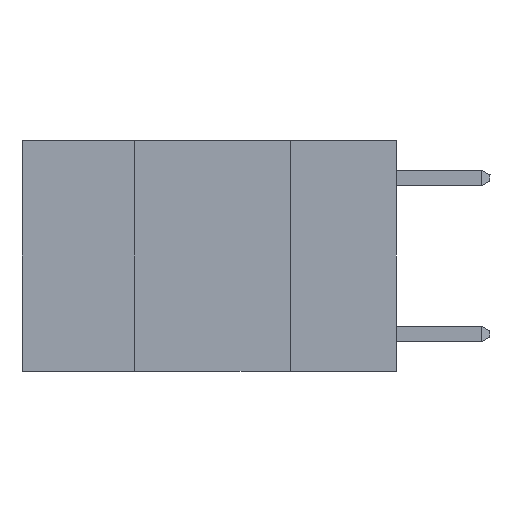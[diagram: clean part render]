
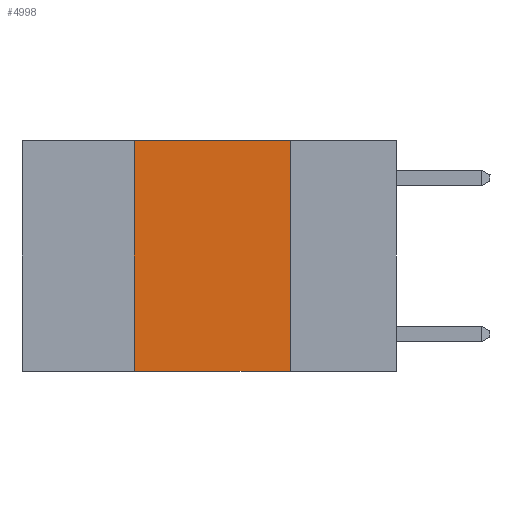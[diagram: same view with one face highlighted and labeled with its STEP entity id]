
A CAD part, left-side view. The second image highlights one B-rep face of the part: STEP entity #4998.
In plain terms, the highlighted planar face has unit normal (-1, 0, 0).
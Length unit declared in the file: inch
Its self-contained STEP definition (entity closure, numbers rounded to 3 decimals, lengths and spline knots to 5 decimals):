
#19 = CARTESIAN_POINT ( 'NONE',  ( 0., 0.17, 0. ) ) ;
#167 = CARTESIAN_POINT ( 'NONE',  ( 0., 0.6, 0. ) ) ;
#720 = LINE ( 'NONE', #19, #8807 ) ;
#804 = CARTESIAN_POINT ( 'NONE',  ( 0., 0.6, -0.37 ) ) ;
#821 = LINE ( 'NONE', #5968, #5983 ) ;
#1963 = VERTEX_POINT ( 'NONE', #3333 ) ;
#3114 = VERTEX_POINT ( 'NONE', #5083 ) ;
#3333 = CARTESIAN_POINT ( 'NONE',  ( 0., 0.42, -0.37 ) ) ;
#3514 = ORIENTED_EDGE ( 'NONE', *, *, #8087, .T. ) ;
#3714 = DIRECTION ( 'NONE',  ( 0., 0., 1. ) ) ;
#3908 = ORIENTED_EDGE ( 'NONE', *, *, #9252, .F. ) ;
#4399 = LINE ( 'NONE', #8029, #5226 ) ;
#4626 = DIRECTION ( 'NONE',  ( 0., 0., -1. ) ) ;
#4998 = ADVANCED_FACE ( 'NONE', ( #5307 ), #8400, .F. ) ;
#5083 = CARTESIAN_POINT ( 'NONE',  ( 0., 0.42, 0. ) ) ;
#5226 = VECTOR ( 'NONE', #3714, 39.37008 ) ;
#5240 = LINE ( 'NONE', #804, #7640 ) ;
#5307 = FACE_OUTER_BOUND ( 'NONE', #6877, .T. ) ;
#5389 = DIRECTION ( 'NONE',  ( 0., -1., 0. ) ) ;
#5405 = DIRECTION ( 'NONE',  ( 1., 0., 0. ) ) ;
#5838 = DIRECTION ( 'NONE',  ( 0., -1., 0. ) ) ;
#5968 = CARTESIAN_POINT ( 'NONE',  ( 0., 0.6, 0. ) ) ;
#5983 = VECTOR ( 'NONE', #5838, 39.37008 ) ;
#6455 = ORIENTED_EDGE ( 'NONE', *, *, #8798, .F. ) ;
#6496 = CARTESIAN_POINT ( 'NONE',  ( 0., 0.17, -0.37 ) ) ;
#6614 = VERTEX_POINT ( 'NONE', #6496 ) ;
#6877 = EDGE_LOOP ( 'NONE', ( #3908, #8121, #6455, #3514 ) ) ;
#7375 = AXIS2_PLACEMENT_3D ( 'NONE', #167, #5405, #4626 ) ;
#7640 = VECTOR ( 'NONE', #5389, 39.37008 ) ;
#8012 = DIRECTION ( 'NONE',  ( 0., 0., -1. ) ) ;
#8029 = CARTESIAN_POINT ( 'NONE',  ( 0., 0.42, 0. ) ) ;
#8087 = EDGE_CURVE ( 'NONE', #1963, #6614, #5240, .T. ) ;
#8121 = ORIENTED_EDGE ( 'NONE', *, *, #8920, .F. ) ;
#8314 = VERTEX_POINT ( 'NONE', #8625 ) ;
#8400 = PLANE ( 'NONE',  #7375 ) ;
#8625 = CARTESIAN_POINT ( 'NONE',  ( 0., 0.17, 0. ) ) ;
#8798 = EDGE_CURVE ( 'NONE', #1963, #3114, #4399, .T. ) ;
#8807 = VECTOR ( 'NONE', #8012, 39.37008 ) ;
#8920 = EDGE_CURVE ( 'NONE', #3114, #8314, #821, .T. ) ;
#9252 = EDGE_CURVE ( 'NONE', #8314, #6614, #720, .T. ) ;
